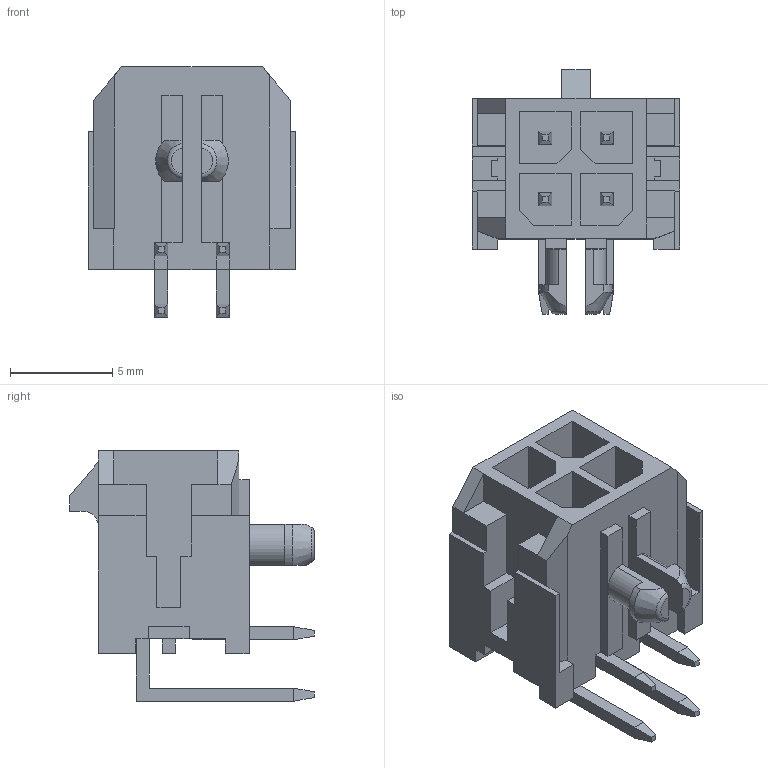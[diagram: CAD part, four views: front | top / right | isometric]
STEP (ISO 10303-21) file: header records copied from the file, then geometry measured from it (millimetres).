
FILE_DESCRIPTION( ( 'STEP AP214' ), '1' );
FILE_NAME( 'psolqas07484552717.stp', '2019-02-18T06:48:45', ( '' ), ( '' ), ' ', 'PARTsolutions', ' ' );
FILE_SCHEMA( ( 'AUTOMOTIVE_DESIGN { 1 0 10303 214 1 1 1 1 }' ) );
Length unit declared in the file: metre
Products named in the file (1): 1
Bounding box: 10.15 x 11.95 x 12.24 mm (x, y, z)
Volume: 455.1 mm3; surface area: 982.2 mm2
Topology: 1 solids, 1 shells, 271 faces, 705 edges, 445 vertices
Faces by surface type: plane 262, cylinder 5, torus 2, cone 2
Entity records: 8114 total; most frequent: CARTESIAN_POINT 1526, ORIENTED_EDGE 1410, DIRECTION 1245, EDGE_CURVE 705, LINE 669, VECTOR 669, VERTEX_POINT 445, AXIS2_PLACEMENT_3D 288
